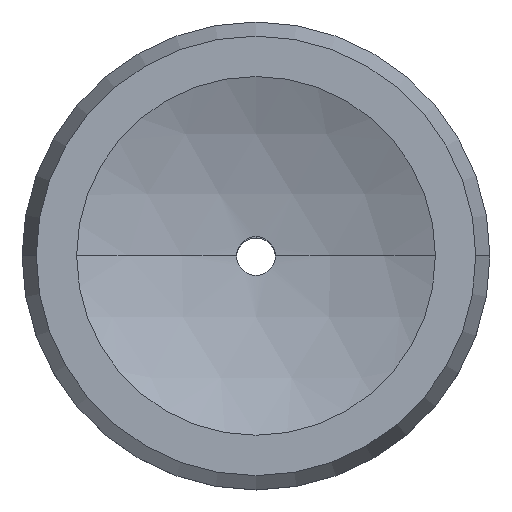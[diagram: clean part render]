
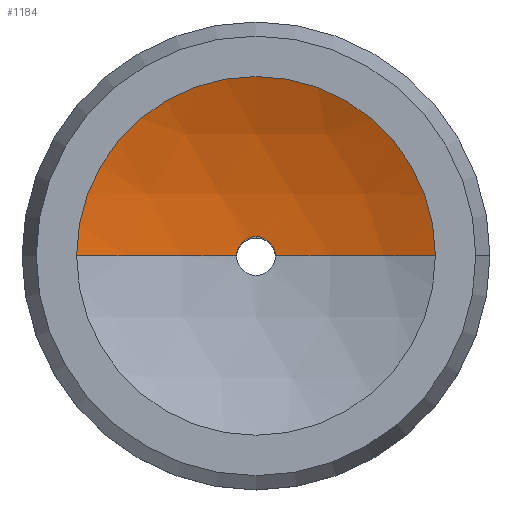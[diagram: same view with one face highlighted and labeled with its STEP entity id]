
A CAD part, top view. The second image highlights one B-rep face of the part: STEP entity #1184.
In plain terms, the highlighted spherical face has radius 1.645 mm.
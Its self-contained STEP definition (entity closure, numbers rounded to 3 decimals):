
#1129 = PLANE('',#1130);
#1130 = AXIS2_PLACEMENT_3D('',#1131,#1132,#1133);
#1131 = CARTESIAN_POINT('',(5.542,-10.646,1.67));
#1132 = DIRECTION('',(0.,0.,-1.));
#1133 = DIRECTION('',(-1.,0.,0.));
#1184 = ADVANCED_FACE('',(#1185),#1200,.F.);
#1185 = FACE_BOUND('',#1186,.F.);
#1186 = EDGE_LOOP('',(#1187,#1221,#1271,#1293));
#1187 = ORIENTED_EDGE('',*,*,#1188,.T.);
#1188 = EDGE_CURVE('',#1189,#1191,#1193,.T.);
#1189 = VERTEX_POINT('',#1190);
#1190 = CARTESIAN_POINT('',(5.387,-10.646,1.67));
#1191 = VERTEX_POINT('',#1192);
#1192 = CARTESIAN_POINT('',(4.772,-10.646,1.52));
#1193 = SURFACE_CURVE('',#1194,(#1199,#1210),.PCURVE_S1.);
#1194 = CIRCLE('',#1195,1.645);
#1195 = AXIS2_PLACEMENT_3D('',#1196,#1197,#1198);
#1196 = CARTESIAN_POINT('',(4.697,-10.646,3.163));
#1197 = DIRECTION('',(0.,1.,0.));
#1198 = DIRECTION('',(0.,0.,1.));
#1199 = PCURVE('',#1200,#1205);
#1200 = SPHERICAL_SURFACE('',#1201,1.645);
#1201 = AXIS2_PLACEMENT_3D('',#1202,#1203,#1204);
#1202 = CARTESIAN_POINT('',(4.697,-10.646,3.163));
#1203 = DIRECTION('',(0.,-1.,0.));
#1204 = DIRECTION('',(1.,0.,0.));
#1205 = DEFINITIONAL_REPRESENTATION('',(#1206),#1209);
#1206 = B_SPLINE_CURVE_WITH_KNOTS('',1,(#1207,#1208),.UNSPECIFIED.,.F.,
  .F.,(2,2),(2.709,3.096),.PIECEWISE_BEZIER_KNOTS.);
#1207 = CARTESIAN_POINT('',(5.145,0.));
#1208 = CARTESIAN_POINT('',(4.758,0.));
#1209 = ( GEOMETRIC_REPRESENTATION_CONTEXT(2) 
PARAMETRIC_REPRESENTATION_CONTEXT() REPRESENTATION_CONTEXT('2D SPACE',''
  ) );
#1210 = PCURVE('',#1211,#1216);
#1211 = SPHERICAL_SURFACE('',#1212,1.645);
#1212 = AXIS2_PLACEMENT_3D('',#1213,#1214,#1215);
#1213 = CARTESIAN_POINT('',(4.697,-10.646,3.163));
#1214 = DIRECTION('',(0.,-1.,0.));
#1215 = DIRECTION('',(1.,0.,0.));
#1216 = DEFINITIONAL_REPRESENTATION('',(#1217),#1220);
#1217 = B_SPLINE_CURVE_WITH_KNOTS('',1,(#1218,#1219),.UNSPECIFIED.,.F.,
  .F.,(2,2),(2.709,3.096),.PIECEWISE_BEZIER_KNOTS.);
#1218 = CARTESIAN_POINT('',(5.145,0.));
#1219 = CARTESIAN_POINT('',(4.758,0.));
#1220 = ( GEOMETRIC_REPRESENTATION_CONTEXT(2) 
PARAMETRIC_REPRESENTATION_CONTEXT() REPRESENTATION_CONTEXT('2D SPACE',''
  ) );
#1221 = ORIENTED_EDGE('',*,*,#1222,.F.);
#1222 = EDGE_CURVE('',#1223,#1191,#1225,.T.);
#1223 = VERTEX_POINT('',#1224);
#1224 = CARTESIAN_POINT('',(4.622,-10.646,1.52));
#1225 = SURFACE_CURVE('',#1226,(#1231,#1260),.PCURVE_S1.);
#1226 = CIRCLE('',#1227,0.075);
#1227 = AXIS2_PLACEMENT_3D('',#1228,#1229,#1230);
#1228 = CARTESIAN_POINT('',(4.697,-10.646,1.52));
#1229 = DIRECTION('',(0.,0.,-1.));
#1230 = DIRECTION('',(-1.,0.,0.));
#1231 = PCURVE('',#1200,#1232);
#1232 = DEFINITIONAL_REPRESENTATION('',(#1233),#1259);
#1233 = B_SPLINE_CURVE_WITH_KNOTS('',3,(#1234,#1235,#1236,#1237,#1238,
    #1239,#1240,#1241,#1242,#1243,#1244,#1245,#1246,#1247,#1248,#1249,
    #1250,#1251,#1252,#1253,#1254,#1255,#1256,#1257,#1258),
  .UNSPECIFIED.,.F.,.F.,(4,1,1,1,1,1,1,1,1,1,1,1,1,1,1,1,1,1,1,1,1,1,4),
  (0.,0.143,0.286,0.428,0.571,
    0.714,0.857,1.,1.142,
    1.285,1.428,1.571,1.714,
    1.856,1.999,2.142,2.285,
    2.428,2.57,2.713,2.856,
    2.999,3.142),.UNSPECIFIED.);
#1234 = CARTESIAN_POINT('',(4.667,0.));
#1235 = CARTESIAN_POINT('',(4.667,-0.002));
#1236 = CARTESIAN_POINT('',(4.667,-0.007));
#1237 = CARTESIAN_POINT('',(4.668,-0.013));
#1238 = CARTESIAN_POINT('',(4.671,-0.019));
#1239 = CARTESIAN_POINT('',(4.674,-0.025));
#1240 = CARTESIAN_POINT('',(4.678,-0.03));
#1241 = CARTESIAN_POINT('',(4.682,-0.035));
#1242 = CARTESIAN_POINT('',(4.688,-0.038));
#1243 = CARTESIAN_POINT('',(4.693,-0.042));
#1244 = CARTESIAN_POINT('',(4.699,-0.044));
#1245 = CARTESIAN_POINT('',(4.706,-0.045));
#1246 = CARTESIAN_POINT('',(4.712,-0.046));
#1247 = CARTESIAN_POINT('',(4.719,-0.045));
#1248 = CARTESIAN_POINT('',(4.725,-0.044));
#1249 = CARTESIAN_POINT('',(4.731,-0.042));
#1250 = CARTESIAN_POINT('',(4.737,-0.038));
#1251 = CARTESIAN_POINT('',(4.742,-0.035));
#1252 = CARTESIAN_POINT('',(4.747,-0.03));
#1253 = CARTESIAN_POINT('',(4.751,-0.025));
#1254 = CARTESIAN_POINT('',(4.754,-0.019));
#1255 = CARTESIAN_POINT('',(4.756,-0.013));
#1256 = CARTESIAN_POINT('',(4.758,-0.007));
#1257 = CARTESIAN_POINT('',(4.758,-0.002));
#1258 = CARTESIAN_POINT('',(4.758,0.));
#1259 = ( GEOMETRIC_REPRESENTATION_CONTEXT(2) 
PARAMETRIC_REPRESENTATION_CONTEXT() REPRESENTATION_CONTEXT('2D SPACE',''
  ) );
#1260 = PCURVE('',#1261,#1266);
#1261 = CYLINDRICAL_SURFACE('',#1262,0.075);
#1262 = AXIS2_PLACEMENT_3D('',#1263,#1264,#1265);
#1263 = CARTESIAN_POINT('',(4.697,-10.646,1.31));
#1264 = DIRECTION('',(-0.,-0.,-1.));
#1265 = DIRECTION('',(-1.,0.,0.));
#1266 = DEFINITIONAL_REPRESENTATION('',(#1267),#1270);
#1267 = B_SPLINE_CURVE_WITH_KNOTS('',1,(#1268,#1269),.UNSPECIFIED.,.F.,
  .F.,(2,2),(0.,3.142),.PIECEWISE_BEZIER_KNOTS.);
#1268 = CARTESIAN_POINT('',(0.,-0.21));
#1269 = CARTESIAN_POINT('',(3.142,-0.21));
#1270 = ( GEOMETRIC_REPRESENTATION_CONTEXT(2) 
PARAMETRIC_REPRESENTATION_CONTEXT() REPRESENTATION_CONTEXT('2D SPACE',''
  ) );
#1271 = ORIENTED_EDGE('',*,*,#1272,.F.);
#1272 = EDGE_CURVE('',#1273,#1223,#1275,.T.);
#1273 = VERTEX_POINT('',#1274);
#1274 = CARTESIAN_POINT('',(4.007,-10.646,1.67));
#1275 = SURFACE_CURVE('',#1276,(#1281,#1287),.PCURVE_S1.);
#1276 = CIRCLE('',#1277,1.645);
#1277 = AXIS2_PLACEMENT_3D('',#1278,#1279,#1280);
#1278 = CARTESIAN_POINT('',(4.697,-10.646,3.163));
#1279 = DIRECTION('',(0.,-1.,0.));
#1280 = DIRECTION('',(1.,0.,0.));
#1281 = PCURVE('',#1200,#1282);
#1282 = DEFINITIONAL_REPRESENTATION('',(#1283),#1286);
#1283 = B_SPLINE_CURVE_WITH_KNOTS('',1,(#1284,#1285),.UNSPECIFIED.,.F.,
  .F.,(2,2),(4.28,4.667),.PIECEWISE_BEZIER_KNOTS.);
#1284 = CARTESIAN_POINT('',(4.28,0.));
#1285 = CARTESIAN_POINT('',(4.667,0.));
#1286 = ( GEOMETRIC_REPRESENTATION_CONTEXT(2) 
PARAMETRIC_REPRESENTATION_CONTEXT() REPRESENTATION_CONTEXT('2D SPACE',''
  ) );
#1287 = PCURVE('',#1211,#1288);
#1288 = DEFINITIONAL_REPRESENTATION('',(#1289),#1292);
#1289 = B_SPLINE_CURVE_WITH_KNOTS('',1,(#1290,#1291),.UNSPECIFIED.,.F.,
  .F.,(2,2),(4.28,4.667),.PIECEWISE_BEZIER_KNOTS.);
#1290 = CARTESIAN_POINT('',(4.28,0.));
#1291 = CARTESIAN_POINT('',(4.667,0.));
#1292 = ( GEOMETRIC_REPRESENTATION_CONTEXT(2) 
PARAMETRIC_REPRESENTATION_CONTEXT() REPRESENTATION_CONTEXT('2D SPACE',''
  ) );
#1293 = ORIENTED_EDGE('',*,*,#1294,.T.);
#1294 = EDGE_CURVE('',#1273,#1189,#1295,.T.);
#1295 = SURFACE_CURVE('',#1296,(#1301,#1330),.PCURVE_S1.);
#1296 = CIRCLE('',#1297,0.69);
#1297 = AXIS2_PLACEMENT_3D('',#1298,#1299,#1300);
#1298 = CARTESIAN_POINT('',(4.697,-10.646,1.67));
#1299 = DIRECTION('',(0.,0.,-1.));
#1300 = DIRECTION('',(-1.,0.,0.));
#1301 = PCURVE('',#1200,#1302);
#1302 = DEFINITIONAL_REPRESENTATION('',(#1303),#1329);
#1303 = B_SPLINE_CURVE_WITH_KNOTS('',3,(#1304,#1305,#1306,#1307,#1308,
    #1309,#1310,#1311,#1312,#1313,#1314,#1315,#1316,#1317,#1318,#1319,
    #1320,#1321,#1322,#1323,#1324,#1325,#1326,#1327,#1328),
  .UNSPECIFIED.,.F.,.F.,(4,1,1,1,1,1,1,1,1,1,1,1,1,1,1,1,1,1,1,1,1,1,4),
  (0.,0.143,0.286,0.428,0.571,
    0.714,0.857,1.,1.142,
    1.285,1.428,1.571,1.714,
    1.856,1.999,2.142,2.285,
    2.428,2.57,2.713,2.856,
    2.999,3.142),.UNSPECIFIED.);
#1304 = CARTESIAN_POINT('',(4.28,0.));
#1305 = CARTESIAN_POINT('',(4.28,-0.02));
#1306 = CARTESIAN_POINT('',(4.282,-0.06));
#1307 = CARTESIAN_POINT('',(4.294,-0.119));
#1308 = CARTESIAN_POINT('',(4.313,-0.176));
#1309 = CARTESIAN_POINT('',(4.34,-0.229));
#1310 = CARTESIAN_POINT('',(4.375,-0.279));
#1311 = CARTESIAN_POINT('',(4.417,-0.324));
#1312 = CARTESIAN_POINT('',(4.467,-0.362));
#1313 = CARTESIAN_POINT('',(4.522,-0.393));
#1314 = CARTESIAN_POINT('',(4.582,-0.416));
#1315 = CARTESIAN_POINT('',(4.646,-0.43));
#1316 = CARTESIAN_POINT('',(4.712,-0.434));
#1317 = CARTESIAN_POINT('',(4.778,-0.43));
#1318 = CARTESIAN_POINT('',(4.842,-0.416));
#1319 = CARTESIAN_POINT('',(4.903,-0.393));
#1320 = CARTESIAN_POINT('',(4.958,-0.362));
#1321 = CARTESIAN_POINT('',(5.007,-0.324));
#1322 = CARTESIAN_POINT('',(5.05,-0.279));
#1323 = CARTESIAN_POINT('',(5.084,-0.229));
#1324 = CARTESIAN_POINT('',(5.112,-0.176));
#1325 = CARTESIAN_POINT('',(5.131,-0.119));
#1326 = CARTESIAN_POINT('',(5.143,-0.06));
#1327 = CARTESIAN_POINT('',(5.145,-0.02));
#1328 = CARTESIAN_POINT('',(5.145,0.));
#1329 = ( GEOMETRIC_REPRESENTATION_CONTEXT(2) 
PARAMETRIC_REPRESENTATION_CONTEXT() REPRESENTATION_CONTEXT('2D SPACE',''
  ) );
#1330 = PCURVE('',#1129,#1331);
#1331 = DEFINITIONAL_REPRESENTATION('',(#1332),#1336);
#1332 = CIRCLE('',#1333,0.69);
#1333 = AXIS2_PLACEMENT_2D('',#1334,#1335);
#1334 = CARTESIAN_POINT('',(0.845,0.));
#1335 = DIRECTION('',(1.,0.));
#1336 = ( GEOMETRIC_REPRESENTATION_CONTEXT(2) 
PARAMETRIC_REPRESENTATION_CONTEXT() REPRESENTATION_CONTEXT('2D SPACE',''
  ) );
